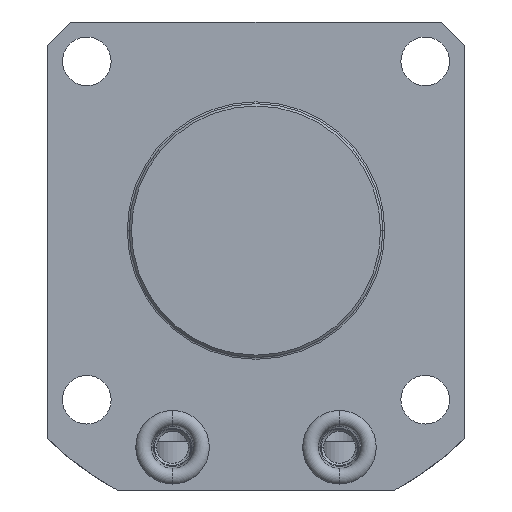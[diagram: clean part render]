
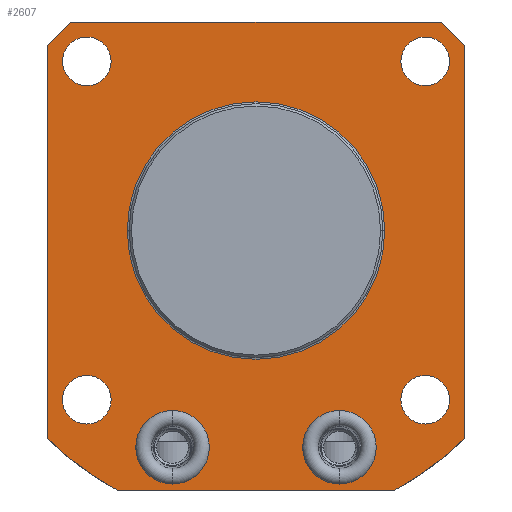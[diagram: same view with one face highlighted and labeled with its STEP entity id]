
A CAD part, front view. The second image highlights one B-rep face of the part: STEP entity #2607.
In plain terms, the highlighted planar face has unit normal (0, -1, 0).
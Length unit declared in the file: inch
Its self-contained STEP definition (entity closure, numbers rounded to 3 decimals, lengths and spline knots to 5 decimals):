
#133=CARTESIAN_POINT('',(0.,0.,0.));
#134=DIRECTION('',(0.,1.,0.));
#135=DIRECTION('',(-1.,0.,0.));
#136=AXIS2_PLACEMENT_3D('',#133,#134,#135);
#141=CARTESIAN_POINT('',(0.,0.,0.));
#142=DIRECTION('',(0.,1.,0.));
#143=DIRECTION('',(1.,0.,0.));
#144=AXIS2_PLACEMENT_3D('',#141,#142,#143);
#149=DIRECTION('',(1.,0.,0.));
#150=VECTOR('',#149,2.35999);
#151=CARTESIAN_POINT('',(-1.17999,0.,-2.204));
#152=LINE('',#151,#150);
#156=DIRECTION('',(0.,0.,-1.));
#157=VECTOR('',#156,3.33903);
#158=CARTESIAN_POINT('',(-1.7715,0.,1.575));
#159=LINE('',#158,#157);
#163=DIRECTION('',(-0.707,0.,-0.707));
#164=VECTOR('',#163,0.2786);
#165=CARTESIAN_POINT('',(-1.5745,0.,1.772));
#166=LINE('',#165,#164);
#170=DIRECTION('',(-1.,0.,0.));
#171=VECTOR('',#170,3.149);
#172=CARTESIAN_POINT('',(1.5745,0.,1.772));
#173=LINE('',#172,#171);
#177=DIRECTION('',(-0.707,0.,0.707));
#178=VECTOR('',#177,0.2786);
#179=CARTESIAN_POINT('',(1.7715,0.,1.575));
#180=LINE('',#179,#178);
#184=DIRECTION('',(0.,0.,1.));
#185=VECTOR('',#184,3.33903);
#186=CARTESIAN_POINT('',(1.7715,0.,-1.76403));
#187=LINE('',#186,#185);
#191=CARTESIAN_POINT('',(-1.4375,0.,-1.4375));
#192=DIRECTION('',(0.,1.,0.));
#193=DIRECTION('',(-1.,0.,0.));
#194=AXIS2_PLACEMENT_3D('',#191,#192,#193);
#199=CARTESIAN_POINT('',(-1.4375,0.,-1.4375));
#200=DIRECTION('',(0.,1.,0.));
#201=DIRECTION('',(1.,0.,0.));
#202=AXIS2_PLACEMENT_3D('',#199,#200,#201);
#207=CARTESIAN_POINT('',(1.4375,0.,-1.4375));
#208=DIRECTION('',(0.,1.,0.));
#209=DIRECTION('',(-1.,0.,0.));
#210=AXIS2_PLACEMENT_3D('',#207,#208,#209);
#215=CARTESIAN_POINT('',(1.4375,0.,-1.4375));
#216=DIRECTION('',(0.,1.,0.));
#217=DIRECTION('',(1.,0.,0.));
#218=AXIS2_PLACEMENT_3D('',#215,#216,#217);
#223=CARTESIAN_POINT('',(1.4375,0.,1.4375));
#224=DIRECTION('',(0.,1.,0.));
#225=DIRECTION('',(-1.,0.,0.));
#226=AXIS2_PLACEMENT_3D('',#223,#224,#225);
#231=CARTESIAN_POINT('',(1.4375,0.,1.4375));
#232=DIRECTION('',(0.,1.,0.));
#233=DIRECTION('',(1.,0.,0.));
#234=AXIS2_PLACEMENT_3D('',#231,#232,#233);
#239=CARTESIAN_POINT('',(-1.4375,0.,1.4375));
#240=DIRECTION('',(0.,1.,0.));
#241=DIRECTION('',(-1.,0.,0.));
#242=AXIS2_PLACEMENT_3D('',#239,#240,#241);
#247=CARTESIAN_POINT('',(-1.4375,0.,1.4375));
#248=DIRECTION('',(0.,1.,0.));
#249=DIRECTION('',(1.,0.,0.));
#250=AXIS2_PLACEMENT_3D('',#247,#248,#249);
#255=CARTESIAN_POINT('',(-0.709,0.,-1.841));
#256=DIRECTION('',(0.,-1.,0.));
#257=DIRECTION('',(-1.,0.,0.));
#258=AXIS2_PLACEMENT_3D('',#255,#256,#257);
#263=CARTESIAN_POINT('',(-0.709,0.,-1.841));
#264=DIRECTION('',(0.,-1.,0.));
#265=DIRECTION('',(1.,0.,0.));
#266=AXIS2_PLACEMENT_3D('',#263,#264,#265);
#271=CARTESIAN_POINT('',(0.709,0.,-1.841));
#272=DIRECTION('',(0.,1.,0.));
#273=DIRECTION('',(1.,0.,0.));
#274=AXIS2_PLACEMENT_3D('',#271,#272,#273);
#279=CARTESIAN_POINT('',(0.709,0.,-1.841));
#280=DIRECTION('',(0.,1.,0.));
#281=DIRECTION('',(-1.,0.,0.));
#282=AXIS2_PLACEMENT_3D('',#279,#280,#281);
#341=CARTESIAN_POINT('',(0.,0.,0.));
#342=DIRECTION('',(0.,-1.,0.));
#343=DIRECTION('',(0.472,0.,-0.882));
#344=AXIS2_PLACEMENT_3D('',#341,#342,#343);
#370=CARTESIAN_POINT('',(0.,0.,0.));
#371=DIRECTION('',(0.,-1.,0.));
#372=DIRECTION('',(-0.709,0.,-0.706));
#373=AXIS2_PLACEMENT_3D('',#370,#371,#372);
#2151=CARTESIAN_POINT('',(-1.17999,0.,-2.204));
#2152=CARTESIAN_POINT('',(1.17999,0.,-2.204));
#2153=VERTEX_POINT('',#2151);
#2154=VERTEX_POINT('',#2152);
#2155=CARTESIAN_POINT('',(1.7715,0.,-1.76403));
#2156=CARTESIAN_POINT('',(1.7715,0.,1.575));
#2157=VERTEX_POINT('',#2155);
#2158=VERTEX_POINT('',#2156);
#2163=CARTESIAN_POINT('',(-1.7715,0.,-1.76403));
#2164=VERTEX_POINT('',#2163);
#2165=CARTESIAN_POINT('',(-1.644,0.,-1.4375));
#2166=CARTESIAN_POINT('',(-1.231,0.,-1.4375));
#2167=VERTEX_POINT('',#2165);
#2168=VERTEX_POINT('',#2166);
#2169=CARTESIAN_POINT('',(1.231,0.,-1.4375));
#2170=CARTESIAN_POINT('',(1.644,0.,-1.4375));
#2171=VERTEX_POINT('',#2169);
#2172=VERTEX_POINT('',#2170);
#2173=CARTESIAN_POINT('',(1.231,0.,1.4375));
#2174=CARTESIAN_POINT('',(1.644,0.,1.4375));
#2175=VERTEX_POINT('',#2173);
#2176=VERTEX_POINT('',#2174);
#2177=CARTESIAN_POINT('',(-1.644,0.,1.4375));
#2178=CARTESIAN_POINT('',(-1.231,0.,1.4375));
#2179=VERTEX_POINT('',#2177);
#2180=VERTEX_POINT('',#2178);
#2225=CARTESIAN_POINT('',(-1.0938,0.,0.));
#2226=CARTESIAN_POINT('',(1.0938,0.,0.));
#2227=VERTEX_POINT('',#2225);
#2228=VERTEX_POINT('',#2226);
#2311=CARTESIAN_POINT('',(-1.0215,0.,-1.841));
#2312=CARTESIAN_POINT('',(-0.3965,0.,-1.841));
#2313=VERTEX_POINT('',#2311);
#2314=VERTEX_POINT('',#2312);
#2341=CARTESIAN_POINT('',(1.0215,0.,-1.841));
#2342=CARTESIAN_POINT('',(0.3965,0.,-1.841));
#2343=VERTEX_POINT('',#2341);
#2344=VERTEX_POINT('',#2342);
#2417=CARTESIAN_POINT('',(1.5745,0.,1.772));
#2418=VERTEX_POINT('',#2417);
#2419=CARTESIAN_POINT('',(-1.5745,0.,1.772));
#2420=VERTEX_POINT('',#2419);
#2421=CARTESIAN_POINT('',(-1.7715,0.,1.575));
#2422=VERTEX_POINT('',#2421);
#2544=CARTESIAN_POINT('',(0.,0.,0.));
#2545=DIRECTION('',(0.,-1.,0.));
#2546=DIRECTION('',(-1.,0.,0.));
#2547=AXIS2_PLACEMENT_3D('',#2544,#2545,#2546);
#2548=PLANE('',#2547);
#2550=ORIENTED_EDGE('',*,*,#2549,.F.);
#2552=ORIENTED_EDGE('',*,*,#2551,.F.);
#2554=ORIENTED_EDGE('',*,*,#2553,.F.);
#2556=ORIENTED_EDGE('',*,*,#2555,.F.);
#2558=ORIENTED_EDGE('',*,*,#2557,.F.);
#2560=ORIENTED_EDGE('',*,*,#2559,.F.);
#2562=ORIENTED_EDGE('',*,*,#2561,.F.);
#2564=ORIENTED_EDGE('',*,*,#2563,.F.);
#2565=EDGE_LOOP('',(#2550,#2552,#2554,#2556,#2558,#2560,#2562,#2564));
#2566=FACE_OUTER_BOUND('',#2565,.F.);
#2567=ORIENTED_EDGE('',*,*,#2524,.F.);
#2568=ORIENTED_EDGE('',*,*,#2538,.F.);
#2569=EDGE_LOOP('',(#2567,#2568));
#2570=FACE_BOUND('',#2569,.F.);
#2572=ORIENTED_EDGE('',*,*,#2571,.F.);
#2574=ORIENTED_EDGE('',*,*,#2573,.F.);
#2575=EDGE_LOOP('',(#2572,#2574));
#2576=FACE_BOUND('',#2575,.F.);
#2578=ORIENTED_EDGE('',*,*,#2577,.F.);
#2580=ORIENTED_EDGE('',*,*,#2579,.F.);
#2581=EDGE_LOOP('',(#2578,#2580));
#2582=FACE_BOUND('',#2581,.F.);
#2584=ORIENTED_EDGE('',*,*,#2583,.F.);
#2586=ORIENTED_EDGE('',*,*,#2585,.F.);
#2587=EDGE_LOOP('',(#2584,#2586));
#2588=FACE_BOUND('',#2587,.F.);
#2590=ORIENTED_EDGE('',*,*,#2589,.F.);
#2592=ORIENTED_EDGE('',*,*,#2591,.F.);
#2593=EDGE_LOOP('',(#2590,#2592));
#2594=FACE_BOUND('',#2593,.F.);
#2596=ORIENTED_EDGE('',*,*,#2595,.T.);
#2598=ORIENTED_EDGE('',*,*,#2597,.T.);
#2599=EDGE_LOOP('',(#2596,#2598));
#2600=FACE_BOUND('',#2599,.F.);
#2602=ORIENTED_EDGE('',*,*,#2601,.F.);
#2604=ORIENTED_EDGE('',*,*,#2603,.F.);
#2605=EDGE_LOOP('',(#2602,#2604));
#2606=FACE_BOUND('',#2605,.F.);
#137=CIRCLE('',#136,1.0938);
#145=CIRCLE('',#144,1.0938);
#195=CIRCLE('',#194,0.2065);
#203=CIRCLE('',#202,0.2065);
#211=CIRCLE('',#210,0.2065);
#219=CIRCLE('',#218,0.2065);
#227=CIRCLE('',#226,0.2065);
#235=CIRCLE('',#234,0.2065);
#243=CIRCLE('',#242,0.2065);
#251=CIRCLE('',#250,0.2065);
#259=CIRCLE('',#258,0.3125);
#267=CIRCLE('',#266,0.3125);
#275=CIRCLE('',#274,0.3125);
#283=CIRCLE('',#282,0.3125);
#345=CIRCLE('',#344,2.5);
#374=CIRCLE('',#373,2.5);
#2524=EDGE_CURVE('',#2227,#2228,#137,.T.);
#2538=EDGE_CURVE('',#2228,#2227,#145,.T.);
#2549=EDGE_CURVE('',#2153,#2154,#152,.T.);
#2551=EDGE_CURVE('',#2164,#2153,#374,.T.);
#2553=EDGE_CURVE('',#2422,#2164,#159,.T.);
#2555=EDGE_CURVE('',#2420,#2422,#166,.T.);
#2557=EDGE_CURVE('',#2418,#2420,#173,.T.);
#2559=EDGE_CURVE('',#2158,#2418,#180,.T.);
#2561=EDGE_CURVE('',#2157,#2158,#187,.T.);
#2563=EDGE_CURVE('',#2154,#2157,#345,.T.);
#2571=EDGE_CURVE('',#2167,#2168,#195,.T.);
#2573=EDGE_CURVE('',#2168,#2167,#203,.T.);
#2577=EDGE_CURVE('',#2171,#2172,#211,.T.);
#2579=EDGE_CURVE('',#2172,#2171,#219,.T.);
#2583=EDGE_CURVE('',#2175,#2176,#227,.T.);
#2585=EDGE_CURVE('',#2176,#2175,#235,.T.);
#2589=EDGE_CURVE('',#2179,#2180,#243,.T.);
#2591=EDGE_CURVE('',#2180,#2179,#251,.T.);
#2595=EDGE_CURVE('',#2313,#2314,#259,.T.);
#2597=EDGE_CURVE('',#2314,#2313,#267,.T.);
#2601=EDGE_CURVE('',#2343,#2344,#275,.T.);
#2603=EDGE_CURVE('',#2344,#2343,#283,.T.);
#2607=ADVANCED_FACE('',(#2566,#2570,#2576,#2582,#2588,#2594,#2600,#2606),#2548,
.T.);
